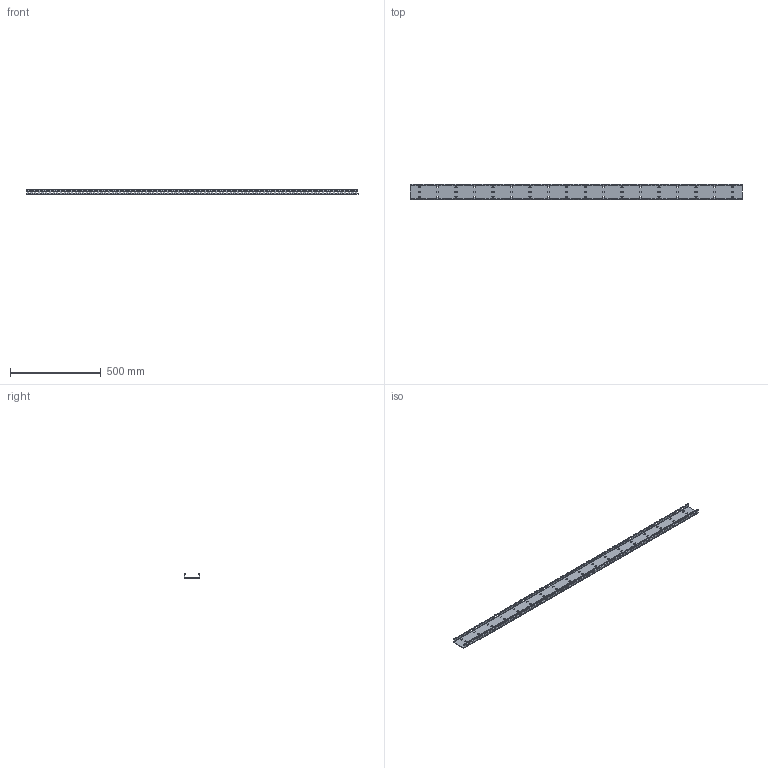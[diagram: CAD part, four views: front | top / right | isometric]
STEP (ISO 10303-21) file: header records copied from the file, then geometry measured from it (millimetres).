
FILE_DESCRIPTION(/* description */ (''),/* implementation_level */ '2;1');
FILE_NAME(/* name */ 'PANDUIT_G3X1LG6.stp',/* time_stamp */ '2021-06-23T12:23:38-05:00',/* author */ (''),/* organization */ (''),/* preprocessor_version */ 'ST-DEVELOPER v16',/* originating_system */ 'SIEMENS PLM Software NX 11.0',/* authorisation */ '');
FILE_SCHEMA (('AP203_CONFIGURATION_CONTROLLED_3D_DESIGN_OF_MECHANICAL_PARTS_AND_ASSEMBLIES_MIM_LF { 1 0 10303 403 2 1 2}'));
Products named in the file (1): BWG21887ECC5xbs
Bounding box: 1828.8 x 83.93 x 24.77 mm (x, y, z)
Volume: 372419.9 mm3; surface area: 471443.5 mm2
Topology: 1 solids, 1 shells, 5992 faces, 17970 edges, 11980 vertices
Faces by surface type: plane 3182, cylinder 2810
Entity records: 212535 total; most frequent: CARTESIAN_POINT 47364, ORIENTED_EDGE 35940, DIRECTION 34496, EDGE_CURVE 17970, VERTEX_POINT 11980, AXIS2_PLACEMENT_3D 11973, LINE 10550, VECTOR 10550
